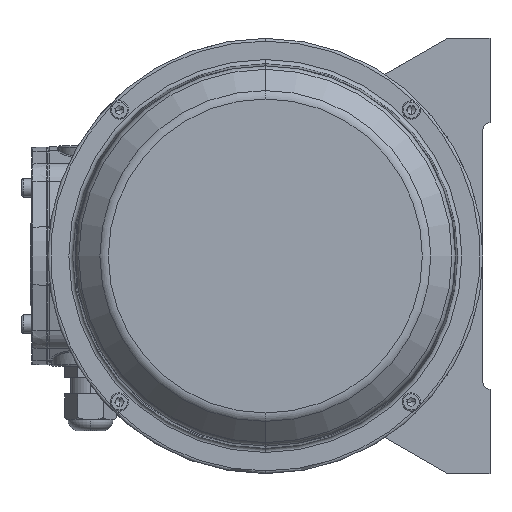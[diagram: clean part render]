
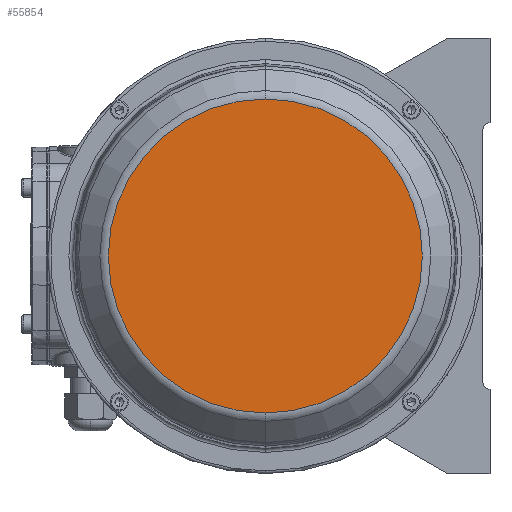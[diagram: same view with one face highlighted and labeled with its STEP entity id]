
A CAD part, left-side view. The second image highlights one B-rep face of the part: STEP entity #55854.
In plain terms, the highlighted planar face has unit normal (-1, 0, 0).
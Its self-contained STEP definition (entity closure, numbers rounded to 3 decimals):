
#30339 = DIRECTION ( 'NONE',  ( 0., 0., 1. ) ) ;
#30340 = DIRECTION ( 'NONE',  ( -1., 0., 0. ) ) ;
#30351 = CIRCLE ( 'NONE', #30372, 111.818 ) ;
#30359 = CARTESIAN_POINT ( 'NONE',  ( -283., 160., 0. ) ) ;
#30372 = AXIS2_PLACEMENT_3D ( 'NONE', #30359, #30340, #30339 ) ;
#30990 = PLANE ( 'NONE',  #31005 ) ;
#31005 = AXIS2_PLACEMENT_3D ( 'NONE', #31047, #31046, #31045 ) ;
#31014 = FACE_OUTER_BOUND ( 'NONE', #53393, .T. ) ;
#31045 = DIRECTION ( 'NONE',  ( 0., 0., -1. ) ) ;
#31046 = DIRECTION ( 'NONE',  ( 1., 0., 0. ) ) ;
#31047 = CARTESIAN_POINT ( 'NONE',  ( -283., 271.818, 0. ) ) ;
#34576 = CARTESIAN_POINT ( 'NONE',  ( -283., 160., 0. ) ) ;
#34588 = DIRECTION ( 'NONE',  ( -1., 0., 0. ) ) ;
#34622 = DIRECTION ( 'NONE',  ( 0., 0., 1. ) ) ;
#34623 = AXIS2_PLACEMENT_3D ( 'NONE', #34576, #34588, #34622 ) ;
#34624 = CIRCLE ( 'NONE', #34623, 111.818 ) ;
#34773 = CARTESIAN_POINT ( 'NONE',  ( -283., 160., -111.818 ) ) ;
#34775 = CARTESIAN_POINT ( 'NONE',  ( -283., 160., 111.818 ) ) ;
#53393 = EDGE_LOOP ( 'NONE', ( #53885, #55770 ) ) ;
#53885 = ORIENTED_EDGE ( 'NONE', *, *, #57041, .T. ) ;
#55670 = EDGE_CURVE ( 'NONE', #57090, #57083, #30351, .T. ) ;
#55770 = ORIENTED_EDGE ( 'NONE', *, *, #55670, .T. ) ;
#55854 = ADVANCED_FACE ( 'NONE', ( #31014 ), #30990, .F. ) ;
#57041 = EDGE_CURVE ( 'NONE', #57083, #57090, #34624, .T. ) ;
#57083 = VERTEX_POINT ( 'NONE', #34775 ) ;
#57090 = VERTEX_POINT ( 'NONE', #34773 ) ;
